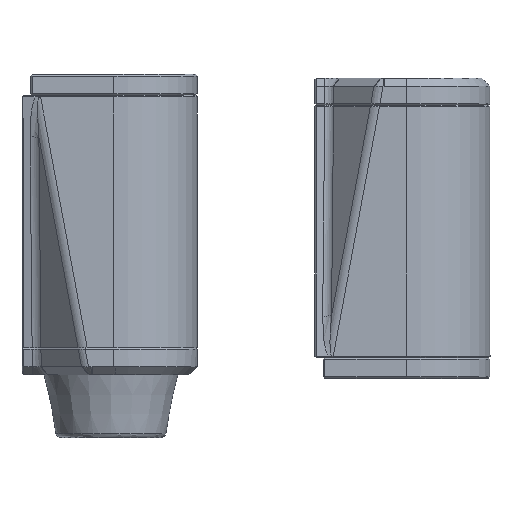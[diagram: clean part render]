
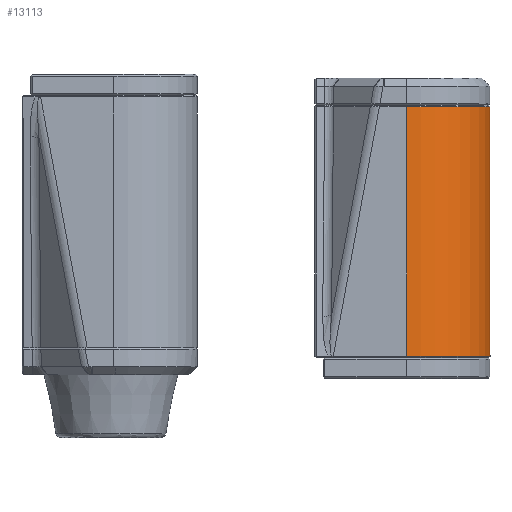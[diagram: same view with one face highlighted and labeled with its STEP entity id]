
A CAD part, front view. The second image highlights one B-rep face of the part: STEP entity #13113.
In plain terms, the highlighted cylindrical face has radius 20 mm (diameter 40 mm), a partial arc.
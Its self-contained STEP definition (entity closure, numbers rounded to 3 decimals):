
#748=CIRCLE('',#13953,20.);
#750=CIRCLE('',#13969,20.);
#1477=FACE_OUTER_BOUND('',#2271,.T.);
#2271=EDGE_LOOP('',(#9152,#9153,#9154,#9155));
#3134=LINE('',#18351,#4429);
#3136=LINE('',#18355,#4431);
#4429=VECTOR('',#14961,10.);
#4431=VECTOR('',#14965,10.);
#5787=VERTEX_POINT('',#18085);
#5791=VERTEX_POINT('',#18095);
#5825=VERTEX_POINT('',#18350);
#5826=VERTEX_POINT('',#18354);
#7051=EDGE_CURVE('',#5791,#5787,#748,.T.);
#7102=EDGE_CURVE('',#5787,#5825,#3134,.T.);
#7104=EDGE_CURVE('',#5791,#5826,#3136,.T.);
#7105=EDGE_CURVE('',#5825,#5826,#750,.T.);
#9152=ORIENTED_EDGE('',*,*,#7051,.F.);
#9153=ORIENTED_EDGE('',*,*,#7104,.T.);
#9154=ORIENTED_EDGE('',*,*,#7105,.F.);
#9155=ORIENTED_EDGE('',*,*,#7102,.F.);
#13005=CYLINDRICAL_SURFACE('',#13968,20.);
#13113=ADVANCED_FACE('',(#1477),#13005,.T.);
#13953=AXIS2_PLACEMENT_3D('',#18097,#14901,#14902);
#13968=AXIS2_PLACEMENT_3D('',#18353,#14963,#14964);
#13969=AXIS2_PLACEMENT_3D('',#18356,#14966,#14967);
#14901=DIRECTION('center_axis',(0.,0.,
1.));
#14902=DIRECTION('ref_axis',(1.,0.,0.));
#14961=DIRECTION('',(0.,0.,-1.));
#14963=DIRECTION('center_axis',(0.,0.,1.));
#14964=DIRECTION('ref_axis',(1.,0.,0.));
#14965=DIRECTION('',(0.,0.,-1.));
#14966=DIRECTION('center_axis',(0.,0.,
-1.));
#14967=DIRECTION('ref_axis',(1.,0.,0.));
#18085=CARTESIAN_POINT('',(250.,-230.,65.1));
#18095=CARTESIAN_POINT('',(230.,-250.,65.1));
#18097=CARTESIAN_POINT('Origin',(230.,-230.,65.1));
#18350=CARTESIAN_POINT('',(250.,-230.,5.4));
#18351=CARTESIAN_POINT('',(250.,-230.,0.));
#18353=CARTESIAN_POINT('Origin',(230.,-230.,0.));
#18354=CARTESIAN_POINT('',(230.,-250.,5.4));
#18355=CARTESIAN_POINT('',(230.,-250.,0.));
#18356=CARTESIAN_POINT('Origin',(230.,-230.,5.4));
